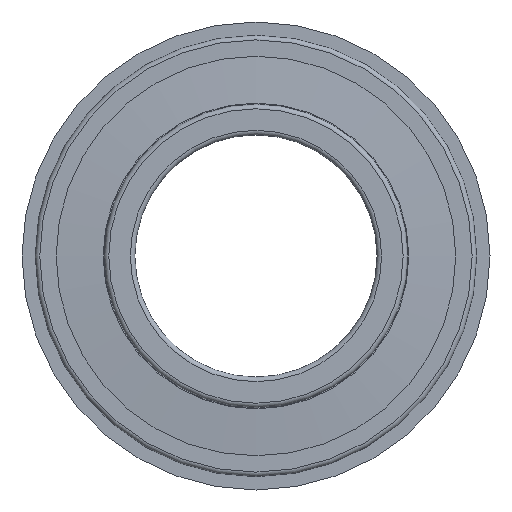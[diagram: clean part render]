
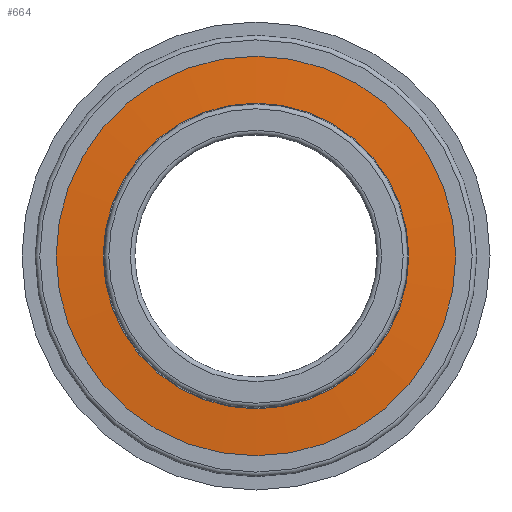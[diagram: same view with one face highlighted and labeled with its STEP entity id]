
A CAD part, left-side view. The second image highlights one B-rep face of the part: STEP entity #664.
In plain terms, the highlighted conical face has half-angle 86.103 degrees and reference radius 43.929 mm.
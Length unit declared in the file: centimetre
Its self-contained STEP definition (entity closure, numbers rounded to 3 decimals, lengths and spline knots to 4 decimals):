
#187=CONICAL_SURFACE('',#731,4.3929,1.503);
#195=VERTEX_POINT('',#1018);
#197=VERTEX_POINT('',#1023);
#259=CIRCLE('',#729,3.8075);
#261=CIRCLE('',#732,4.9784);
#299=EDGE_CURVE('',#195,#195,#259,.T.);
#301=EDGE_CURVE('',#197,#197,#261,.T.);
#361=ORIENTED_EDGE('',*,*,#301,.F.);
#362=ORIENTED_EDGE('',*,*,#299,.T.);
#469=EDGE_LOOP('',(#361));
#470=EDGE_LOOP('',(#362));
#563=FACE_BOUND('',#469,.T.);
#564=FACE_BOUND('',#470,.T.);
#664=ADVANCED_FACE('',(#563,#564),#187,.T.);
#729=AXIS2_PLACEMENT_3D('',#1017,#841,#842);
#731=AXIS2_PLACEMENT_3D('',#1021,#845,#846);
#732=AXIS2_PLACEMENT_3D('',#1022,#847,#848);
#841=DIRECTION('',(1.,0.,0.));
#842=DIRECTION('',(0.,3.807,0.));
#845=DIRECTION('',(1.,0.,0.));
#846=DIRECTION('',(0.,4.393,0.));
#847=DIRECTION('',(1.,0.,0.));
#848=DIRECTION('',(0.,4.978,0.));
#1017=CARTESIAN_POINT('',(-1.7054,0.,0.));
#1018=CARTESIAN_POINT('',(-1.7054,3.8075,0.));
#1021=CARTESIAN_POINT('',(-1.6655,0.,0.));
#1022=CARTESIAN_POINT('',(-1.6256,0.,0.));
#1023=CARTESIAN_POINT('',(-1.6256,4.9784,0.));
